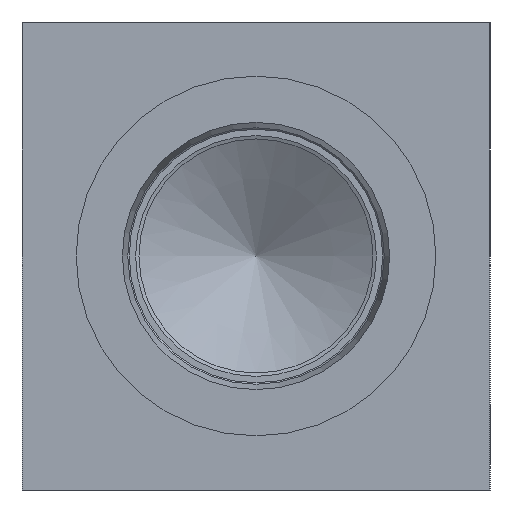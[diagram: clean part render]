
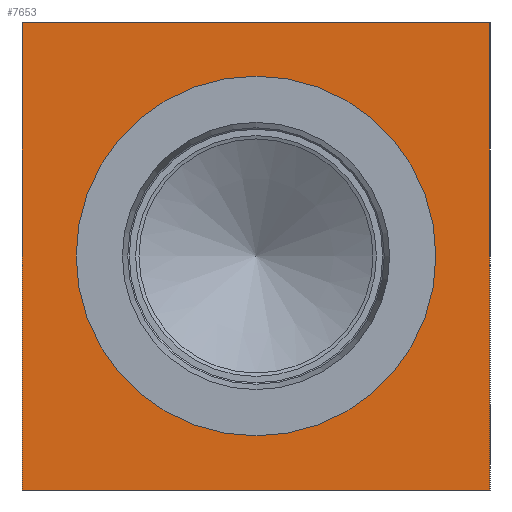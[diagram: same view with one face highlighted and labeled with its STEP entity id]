
A CAD part, left-side view. The second image highlights one B-rep face of the part: STEP entity #7653.
In plain terms, the highlighted planar face has unit normal (-1, 0, 0).
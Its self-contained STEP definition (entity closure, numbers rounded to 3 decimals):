
#131=CIRCLE('',#7961,29.286);
#132=CIRCLE('',#7962,29.286);
#238=FACE_BOUND('',#1410,.T.);
#973=FACE_OUTER_BOUND('',#1409,.T.);
#1409=EDGE_LOOP('',(#6704,#6705,#6706,#6707));
#1410=EDGE_LOOP('',(#6708,#6709));
#1691=LINE('',#11887,#2403);
#2127=LINE('',#13311,#2839);
#2128=LINE('',#13312,#2840);
#2129=LINE('',#13313,#2841);
#2403=VECTOR('',#8473,10.);
#2839=VECTOR('',#9569,10.);
#2840=VECTOR('',#9570,10.);
#2841=VECTOR('',#9571,10.);
#3161=VERTEX_POINT('',#11880);
#3164=VERTEX_POINT('',#11885);
#3487=VERTEX_POINT('',#13101);
#3488=VERTEX_POINT('',#13102);
#3552=VERTEX_POINT('',#13309);
#3553=VERTEX_POINT('',#13310);
#4030=EDGE_CURVE('',#3164,#3161,#1691,.T.);
#4510=EDGE_CURVE('',#3487,#3488,#131,.T.);
#4511=EDGE_CURVE('',#3488,#3487,#132,.T.);
#4609=EDGE_CURVE('',#3552,#3553,#2127,.T.);
#4610=EDGE_CURVE('',#3553,#3161,#2128,.T.);
#4611=EDGE_CURVE('',#3552,#3164,#2129,.T.);
#6704=ORIENTED_EDGE('',*,*,#4609,.T.);
#6705=ORIENTED_EDGE('',*,*,#4610,.T.);
#6706=ORIENTED_EDGE('',*,*,#4030,.F.);
#6707=ORIENTED_EDGE('',*,*,#4611,.F.);
#6708=ORIENTED_EDGE('',*,*,#4510,.T.);
#6709=ORIENTED_EDGE('',*,*,#4511,.T.);
#6953=PLANE('',#8067);
#7653=ADVANCED_FACE('',(#973,#238),#6953,.T.);
#7961=AXIS2_PLACEMENT_3D('',#13103,#9319,#9320);
#7962=AXIS2_PLACEMENT_3D('',#13104,#9321,#9322);
#8067=AXIS2_PLACEMENT_3D('',#13308,#9567,#9568);
#8473=DIRECTION('',(0.,-1.,0.));
#9319=DIRECTION('center_axis',(1.,0.,0.));
#9320=DIRECTION('ref_axis',(0.,0.,1.));
#9321=DIRECTION('center_axis',(1.,0.,0.));
#9322=DIRECTION('ref_axis',(0.,0.,1.));
#9567=DIRECTION('center_axis',(-1.,0.,0.));
#9568=DIRECTION('ref_axis',(0.,-1.,0.));
#9569=DIRECTION('',(0.,-1.,0.));
#9570=DIRECTION('',(0.,0.,1.));
#9571=DIRECTION('',(0.,0.,1.));
#11880=CARTESIAN_POINT('',(0.,0.,76.2));
#11885=CARTESIAN_POINT('',(0.,76.2,76.2));
#11887=CARTESIAN_POINT('',(0.,76.2,76.2));
#13101=CARTESIAN_POINT('',(0.,38.1,67.386));
#13102=CARTESIAN_POINT('',(0.,38.1,8.814));
#13103=CARTESIAN_POINT('Origin',(0.,38.1,38.1));
#13104=CARTESIAN_POINT('Origin',(0.,38.1,38.1));
#13308=CARTESIAN_POINT('Origin',(0.,76.2,0.));
#13309=CARTESIAN_POINT('',(0.,76.2,0.));
#13310=CARTESIAN_POINT('',(0.,0.,0.));
#13311=CARTESIAN_POINT('',(0.,76.2,0.));
#13312=CARTESIAN_POINT('',(0.,0.,0.));
#13313=CARTESIAN_POINT('',(0.,76.2,0.));
